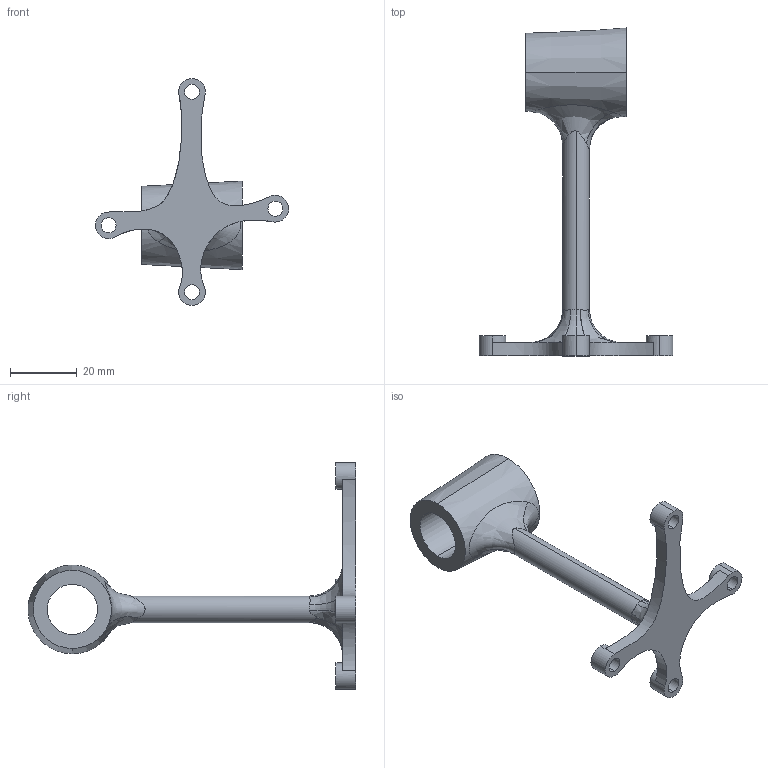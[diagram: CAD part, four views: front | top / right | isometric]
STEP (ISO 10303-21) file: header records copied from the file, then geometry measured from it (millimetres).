
FILE_DESCRIPTION (( 'STEP AP203' ), '1' );
FILE_NAME ('Marker_4_trocar.STEP', '2024-10-02T15:49:22', ( '' ), ( '' ), 'SwSTEP 2.0', 'SolidWorks 2022', '' );
FILE_SCHEMA (( 'CONFIG_CONTROL_DESIGN' ));
Length unit declared in the file: millimetre
Products named in the file (1): Marker_4_trocar
Bounding box: 58 x 98.29 x 68 mm (x, y, z)
Volume: 17413.1 mm3; surface area: 9040.6 mm2
Topology: 1 solids, 1 shells, 51 faces, 134 edges, 86 vertices
Faces by surface type: cylinder 20, bspline 13, plane 11, torus 5, cone 2
Entity records: 4111 total; most frequent: CARTESIAN_POINT 2822, ORIENTED_EDGE 268, DIRECTION 236, EDGE_CURVE 134, AXIS2_PLACEMENT_3D 103, VERTEX_POINT 86, CIRCLE 64, EDGE_LOOP 62
